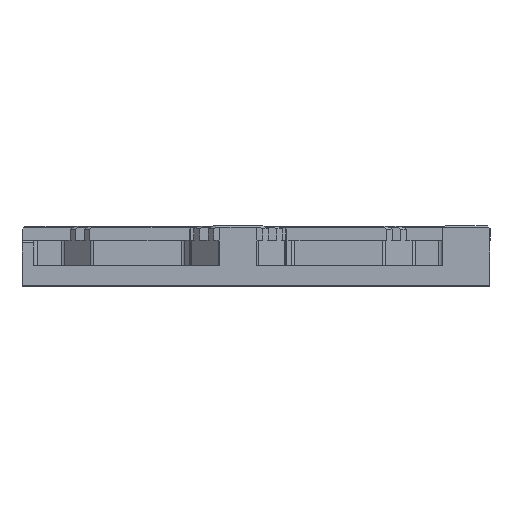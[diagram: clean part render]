
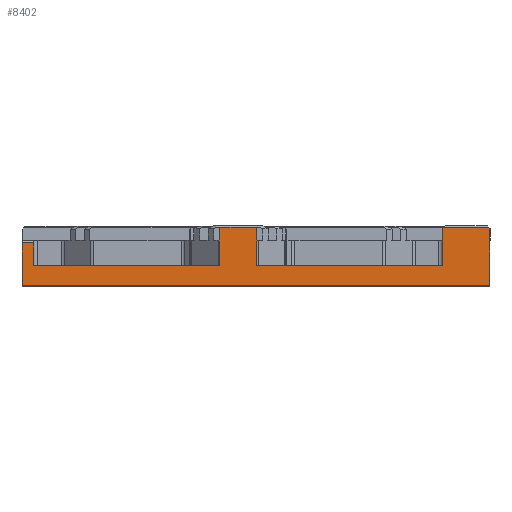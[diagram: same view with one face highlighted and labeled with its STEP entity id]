
A CAD part, top view. The second image highlights one B-rep face of the part: STEP entity #8402.
In plain terms, the highlighted planar face has unit normal (0, 0, 1).
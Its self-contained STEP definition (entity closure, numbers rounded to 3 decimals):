
#201 = ORIENTED_EDGE ( 'NONE', *, *, #18147, .F. ) ;
#225 = ORIENTED_EDGE ( 'NONE', *, *, #8523, .F. ) ;
#643 = EDGE_CURVE ( 'NONE', #7677, #32684, #12289, .T. ) ;
#671 = EDGE_CURVE ( 'NONE', #1144, #26311, #22940, .T. ) ;
#1144 = VERTEX_POINT ( 'NONE', #9995 ) ;
#1478 = LINE ( 'NONE', #4246, #12987 ) ;
#1716 = ORIENTED_EDGE ( 'NONE', *, *, #32565, .T. ) ;
#1826 = EDGE_CURVE ( 'NONE', #9539, #32412, #1478, .T. ) ;
#2008 = CARTESIAN_POINT ( 'NONE',  ( -85., 7., 69. ) ) ;
#2124 = VECTOR ( 'NONE', #9985, 1000. ) ;
#2139 = VECTOR ( 'NONE', #7604, 1000. ) ;
#2675 = CARTESIAN_POINT ( 'NONE',  ( 80., 0., 69. ) ) ;
#3175 = VECTOR ( 'NONE', #12995, 1000. ) ;
#4233 = VECTOR ( 'NONE', #33745, 1000. ) ;
#4246 = CARTESIAN_POINT ( 'NONE',  ( 79., 21., 69. ) ) ;
#4789 = ORIENTED_EDGE ( 'NONE', *, *, #32341, .T. ) ;
#4997 = CARTESIAN_POINT ( 'NONE',  ( -84.5, 15., 69. ) ) ;
#5116 = EDGE_CURVE ( 'NONE', #15122, #28284, #15721, .T. ) ;
#5117 = DIRECTION ( 'NONE',  ( -1., 0., 0. ) ) ;
#5322 = VERTEX_POINT ( 'NONE', #26310 ) ;
#5475 = LINE ( 'NONE', #20653, #2139 ) ;
#5620 = VECTOR ( 'NONE', #15956, 1000. ) ;
#5674 = VECTOR ( 'NONE', #28702, 1000. ) ;
#6648 = EDGE_CURVE ( 'NONE', #9539, #11048, #14026, .T. ) ;
#6676 = LINE ( 'NONE', #28375, #2124 ) ;
#6947 = VECTOR ( 'NONE', #7429, 1000. ) ;
#7049 = VERTEX_POINT ( 'NONE', #22983 ) ;
#7226 = LINE ( 'NONE', #32559, #10931 ) ;
#7429 = DIRECTION ( 'NONE',  ( -0.707, -0.707, 0. ) ) ;
#7604 = DIRECTION ( 'NONE',  ( -1., 0., 0. ) ) ;
#7677 = VERTEX_POINT ( 'NONE', #26005 ) ;
#8038 = EDGE_CURVE ( 'NONE', #21796, #28284, #33067, .T. ) ;
#8332 = ORIENTED_EDGE ( 'NONE', *, *, #643, .T. ) ;
#8402 = ADVANCED_FACE ( 'NONE', ( #9313 ), #26987, .F. ) ;
#8523 = EDGE_CURVE ( 'NONE', #10666, #10974, #20741, .T. ) ;
#8810 = ORIENTED_EDGE ( 'NONE', *, *, #21399, .T. ) ;
#9313 = FACE_OUTER_BOUND ( 'NONE', #11159, .T. ) ;
#9539 = VERTEX_POINT ( 'NONE', #28199 ) ;
#9985 = DIRECTION ( 'NONE',  ( 0., -1., 0. ) ) ;
#9995 = CARTESIAN_POINT ( 'NONE',  ( -80.91, 15., 69. ) ) ;
#10301 = CARTESIAN_POINT ( 'NONE',  ( -2.67, 20.5, 69. ) ) ;
#10666 = VERTEX_POINT ( 'NONE', #32176 ) ;
#10931 = VECTOR ( 'NONE', #27305, 1000. ) ;
#10974 = VERTEX_POINT ( 'NONE', #12913 ) ;
#11048 = VERTEX_POINT ( 'NONE', #2675 ) ;
#11159 = EDGE_LOOP ( 'NONE', ( #16753, #18674, #13087, #29775, #201, #4789, #27435, #8332, #29426, #225, #14226, #15900, #8810, #1716, #12515, #33929 ) ) ;
#12204 = CARTESIAN_POINT ( 'NONE',  ( -2.17, 7., 69. ) ) ;
#12289 = LINE ( 'NONE', #30791, #6947 ) ;
#12515 = ORIENTED_EDGE ( 'NONE', *, *, #6648, .F. ) ;
#12913 = CARTESIAN_POINT ( 'NONE',  ( -15.41, 7., 69. ) ) ;
#12934 = VECTOR ( 'NONE', #22146, 1000. ) ;
#12946 = CARTESIAN_POINT ( 'NONE',  ( -85., 15., 69. ) ) ;
#12987 = VECTOR ( 'NONE', #15036, 1000. ) ;
#12995 = DIRECTION ( 'NONE',  ( -0.707, -0.707, 0. ) ) ;
#13003 = VECTOR ( 'NONE', #30225, 1000. ) ;
#13087 = ORIENTED_EDGE ( 'NONE', *, *, #5116, .T. ) ;
#14026 = LINE ( 'NONE', #23345, #15667 ) ;
#14226 = ORIENTED_EDGE ( 'NONE', *, *, #23392, .F. ) ;
#14954 = CARTESIAN_POINT ( 'NONE',  ( -2.17, 20., 69. ) ) ;
#15036 = DIRECTION ( 'NONE',  ( -0.707, 0.707, 0. ) ) ;
#15122 = VERTEX_POINT ( 'NONE', #19905 ) ;
#15421 = LINE ( 'NONE', #18574, #5620 ) ;
#15666 = EDGE_CURVE ( 'NONE', #32684, #10974, #22902, .T. ) ;
#15667 = VECTOR ( 'NONE', #23227, 1000. ) ;
#15721 = LINE ( 'NONE', #25762, #4233 ) ;
#15900 = ORIENTED_EDGE ( 'NONE', *, *, #671, .T. ) ;
#15956 = DIRECTION ( 'NONE',  ( -0.707, 0.707, 0. ) ) ;
#16182 = CARTESIAN_POINT ( 'NONE',  ( 79.5, 20.5, 69. ) ) ;
#16753 = ORIENTED_EDGE ( 'NONE', *, *, #33772, .T. ) ;
#16796 = DIRECTION ( 'NONE',  ( 0., 0., -1. ) ) ;
#17310 = CARTESIAN_POINT ( 'NONE',  ( -85., 0., 69. ) ) ;
#17827 = VERTEX_POINT ( 'NONE', #14954 ) ;
#17859 = CARTESIAN_POINT ( 'NONE',  ( -15.41, 20., 69. ) ) ;
#18147 = EDGE_CURVE ( 'NONE', #17827, #21796, #6676, .T. ) ;
#18386 = CARTESIAN_POINT ( 'NONE',  ( -85., 7., 69. ) ) ;
#18396 = VECTOR ( 'NONE', #5117, 1000. ) ;
#18574 = CARTESIAN_POINT ( 'NONE',  ( -3.17, 21., 69. ) ) ;
#18674 = ORIENTED_EDGE ( 'NONE', *, *, #30720, .T. ) ;
#19905 = CARTESIAN_POINT ( 'NONE',  ( 63.33, 20., 69. ) ) ;
#20310 = LINE ( 'NONE', #17310, #12934 ) ;
#20653 = CARTESIAN_POINT ( 'NONE',  ( 63.33, 20.5, 69. ) ) ;
#20741 = LINE ( 'NONE', #27760, #33848 ) ;
#21399 = EDGE_CURVE ( 'NONE', #26311, #7049, #26602, .T. ) ;
#21796 = VERTEX_POINT ( 'NONE', #12204 ) ;
#22146 = DIRECTION ( 'NONE',  ( 1., 0., 0. ) ) ;
#22547 = DIRECTION ( 'NONE',  ( 1., 0., 0. ) ) ;
#22581 = AXIS2_PLACEMENT_3D ( 'NONE', #24270, #16796, #32028 ) ;
#22889 = LINE ( 'NONE', #32243, #30645 ) ;
#22902 = LINE ( 'NONE', #25976, #5674 ) ;
#22940 = LINE ( 'NONE', #4997, #18396 ) ;
#22983 = CARTESIAN_POINT ( 'NONE',  ( -85., 0., 69. ) ) ;
#23227 = DIRECTION ( 'NONE',  ( 0., -1., 0. ) ) ;
#23345 = CARTESIAN_POINT ( 'NONE',  ( 80., 7., 69. ) ) ;
#23392 = EDGE_CURVE ( 'NONE', #1144, #10666, #7226, .T. ) ;
#23913 = DIRECTION ( 'NONE',  ( 0., -1., 0. ) ) ;
#24270 = CARTESIAN_POINT ( 'NONE',  ( -85., 7., 69. ) ) ;
#24496 = DIRECTION ( 'NONE',  ( -1., 0., 0. ) ) ;
#25418 = EDGE_CURVE ( 'NONE', #27134, #7677, #22889, .T. ) ;
#25548 = CARTESIAN_POINT ( 'NONE',  ( 63.33, 7., 69. ) ) ;
#25762 = CARTESIAN_POINT ( 'NONE',  ( 63.33, 21., 69. ) ) ;
#25793 = VECTOR ( 'NONE', #23913, 1000. ) ;
#25976 = CARTESIAN_POINT ( 'NONE',  ( -15.41, 21., 69. ) ) ;
#26005 = CARTESIAN_POINT ( 'NONE',  ( -14.91, 20.5, 69. ) ) ;
#26310 = CARTESIAN_POINT ( 'NONE',  ( 63.83, 20.5, 69. ) ) ;
#26311 = VERTEX_POINT ( 'NONE', #12946 ) ;
#26602 = LINE ( 'NONE', #18386, #25793 ) ;
#26987 = PLANE ( 'NONE',  #22581 ) ;
#27134 = VERTEX_POINT ( 'NONE', #10301 ) ;
#27305 = DIRECTION ( 'NONE',  ( 0., -1., 0. ) ) ;
#27435 = ORIENTED_EDGE ( 'NONE', *, *, #25418, .T. ) ;
#27760 = CARTESIAN_POINT ( 'NONE',  ( -85., 7., 69. ) ) ;
#28199 = CARTESIAN_POINT ( 'NONE',  ( 80., 20., 69. ) ) ;
#28284 = VERTEX_POINT ( 'NONE', #25548 ) ;
#28375 = CARTESIAN_POINT ( 'NONE',  ( -2.17, 21., 69. ) ) ;
#28702 = DIRECTION ( 'NONE',  ( 0., -1., 0. ) ) ;
#29426 = ORIENTED_EDGE ( 'NONE', *, *, #15666, .T. ) ;
#29775 = ORIENTED_EDGE ( 'NONE', *, *, #8038, .F. ) ;
#30225 = DIRECTION ( 'NONE',  ( 1., 0., 0. ) ) ;
#30623 = CARTESIAN_POINT ( 'NONE',  ( 64.33, 21., 69. ) ) ;
#30645 = VECTOR ( 'NONE', #24496, 1000. ) ;
#30668 = LINE ( 'NONE', #30623, #3175 ) ;
#30720 = EDGE_CURVE ( 'NONE', #5322, #15122, #30668, .T. ) ;
#30791 = CARTESIAN_POINT ( 'NONE',  ( -14.41, 21., 69. ) ) ;
#32028 = DIRECTION ( 'NONE',  ( -1., 0., 0. ) ) ;
#32176 = CARTESIAN_POINT ( 'NONE',  ( -80.91, 7., 69. ) ) ;
#32243 = CARTESIAN_POINT ( 'NONE',  ( -15.41, 20.5, 69. ) ) ;
#32341 = EDGE_CURVE ( 'NONE', #17827, #27134, #15421, .T. ) ;
#32412 = VERTEX_POINT ( 'NONE', #16182 ) ;
#32559 = CARTESIAN_POINT ( 'NONE',  ( -80.91, 21., 69. ) ) ;
#32565 = EDGE_CURVE ( 'NONE', #7049, #11048, #20310, .T. ) ;
#32684 = VERTEX_POINT ( 'NONE', #17859 ) ;
#33067 = LINE ( 'NONE', #2008, #13003 ) ;
#33745 = DIRECTION ( 'NONE',  ( 0., -1., 0. ) ) ;
#33772 = EDGE_CURVE ( 'NONE', #32412, #5322, #5475, .T. ) ;
#33848 = VECTOR ( 'NONE', #22547, 1000. ) ;
#33929 = ORIENTED_EDGE ( 'NONE', *, *, #1826, .T. ) ;
